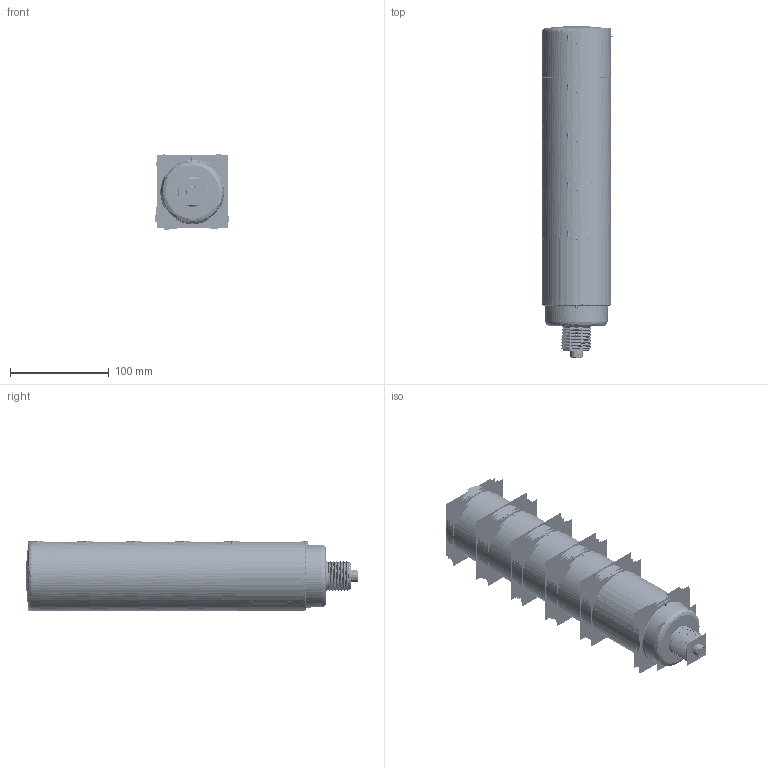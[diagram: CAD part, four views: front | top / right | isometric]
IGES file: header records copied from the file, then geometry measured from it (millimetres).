
Start section:  PTC IGES file: 191415.igs
Global section: file name: 191415.igs; native system: Creo Parametric by PTC Inc.; preprocessor: 2016260; author: PDMAdmin; organization: Unknown; date: 20161220.143318; units: millimetre
Bounding box: 75.65 x 336.9 x 77.3 mm (x, y, z)
Volume: 303305.5 mm3; surface area: 1677027.3 mm2
Topology: 13 solids, 18 shells, 7034 faces, 34476 edges, 43014 vertices
Faces by surface type: revolution 3598, bspline 3436
